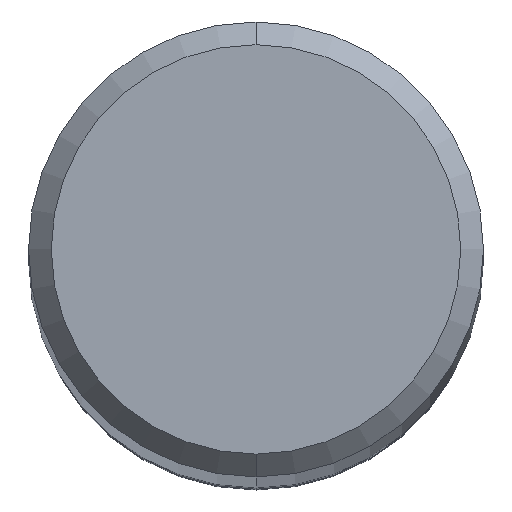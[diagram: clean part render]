
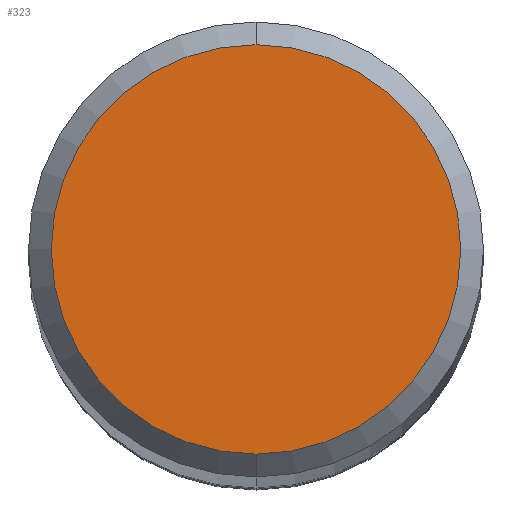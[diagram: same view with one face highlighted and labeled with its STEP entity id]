
A CAD part, top view. The second image highlights one B-rep face of the part: STEP entity #323.
In plain terms, the highlighted planar face has unit normal (0, 0, 1).
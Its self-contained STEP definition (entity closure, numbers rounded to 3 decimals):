
#161=EDGE_CURVE('',#245,#325,#394,.T.);
#169=EDGE_CURVE('',#325,#245,#404,.T.);
#245=VERTEX_POINT('',#489);
#323=ADVANCED_FACE('',(#577),#578,.T.);
#325=VERTEX_POINT('',#580);
#394=CIRCLE('',#656,3.6);
#404=CIRCLE('',#668,3.6);
#489=CARTESIAN_POINT('',(0.0,3.6,0.0));
#577=FACE_OUTER_BOUND('',#890,.T.);
#578=PLANE('',#891);
#580=CARTESIAN_POINT('',(0.,-3.6,0.0));
#656=AXIS2_PLACEMENT_3D('',#962,#963,#964);
#668=AXIS2_PLACEMENT_3D('',#976,#977,#978);
#890=EDGE_LOOP('',(#1199,#1200));
#891=AXIS2_PLACEMENT_3D('',#1201,#1202,#1203);
#962=CARTESIAN_POINT('',(0.0,0.0,0.0));
#963=DIRECTION('',(0.0,0.0,-1.0));
#964=DIRECTION('',(0.0,1.0,0.0));
#976=CARTESIAN_POINT('',(0.0,0.0,0.0));
#977=DIRECTION('',(0.0,0.0,-1.0));
#978=DIRECTION('',(0.0,1.0,0.0));
#1199=ORIENTED_EDGE('',*,*,#161,.F.);
#1200=ORIENTED_EDGE('',*,*,#169,.F.);
#1201=CARTESIAN_POINT('',(0.0,1.8,0.0));
#1202=DIRECTION('',(-0.0,0.0,1.0));
#1203=DIRECTION('',(0.0,-1.0,0.0));
